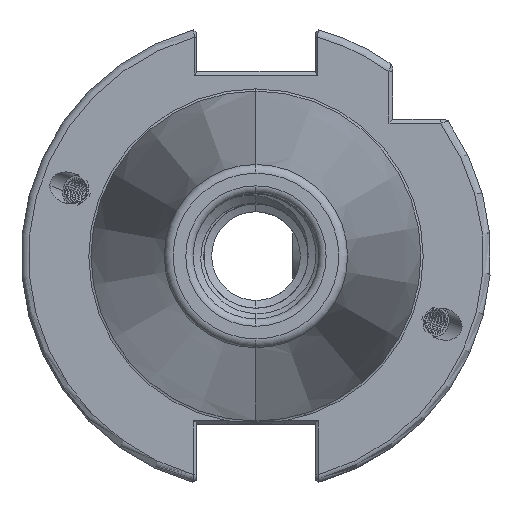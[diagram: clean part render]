
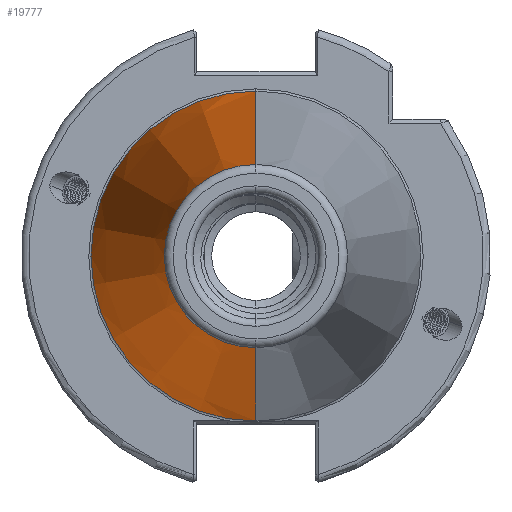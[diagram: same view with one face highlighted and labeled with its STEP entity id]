
A CAD part, left-side view. The second image highlights one B-rep face of the part: STEP entity #19777.
In plain terms, the highlighted conical face has half-angle 8.297 degrees and reference radius 22.692 mm.
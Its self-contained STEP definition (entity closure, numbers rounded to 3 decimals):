
#77 = CARTESIAN_POINT ( 'NONE',  ( -2.5, 0., 22.327 ) ) ;
#90 = CARTESIAN_POINT ( 'NONE',  ( -2.5, 0., -22.327 ) ) ;
#97 = CARTESIAN_POINT ( 'NONE',  ( -70.573, 0., 12.4 ) ) ;
#104 = CARTESIAN_POINT ( 'NONE',  ( -70.573, 0., -12.4 ) ) ;
#1177 = LINE ( 'NONE', #15015, #1178 ) ;
#1178 = VECTOR ( 'NONE', #15010, 1000. ) ;
#1186 = LINE ( 'NONE', #14021, #1188 ) ;
#1188 = VECTOR ( 'NONE', #13989, 1000. ) ;
#3799 = AXIS2_PLACEMENT_3D ( 'NONE', #4128, #4112, #4098 ) ;
#4098 = DIRECTION ( 'NONE',  ( 0., 0., -1. ) ) ;
#4112 = DIRECTION ( 'NONE',  ( 1., 0., 0. ) ) ;
#4128 = CARTESIAN_POINT ( 'NONE',  ( 0., 0., 0. ) ) ;
#5739 = EDGE_LOOP ( 'NONE', ( #23145, #23115, #23056, #23129 ) ) ;
#6217 = CONICAL_SURFACE ( 'NONE', #3799, 22.692, 0.145 ) ;
#6235 = FACE_OUTER_BOUND ( 'NONE', #5739, .T. ) ;
#8883 = AXIS2_PLACEMENT_3D ( 'NONE', #14136, #14153, #14155 ) ;
#8884 = AXIS2_PLACEMENT_3D ( 'NONE', #14129, #14139, #14150 ) ;
#13989 = DIRECTION ( 'NONE',  ( 0.99, 0., -0.144 ) ) ;
#14021 = CARTESIAN_POINT ( 'NONE',  ( 0., 0., -22.692 ) ) ;
#14129 = CARTESIAN_POINT ( 'NONE',  ( -70.573, 0., 0. ) ) ;
#14136 = CARTESIAN_POINT ( 'NONE',  ( -2.5, 0., 0. ) ) ;
#14139 = DIRECTION ( 'NONE',  ( 1., 0., 0. ) ) ;
#14150 = DIRECTION ( 'NONE',  ( 0., 0., 1. ) ) ;
#14153 = DIRECTION ( 'NONE',  ( 1., 0., 0. ) ) ;
#14155 = DIRECTION ( 'NONE',  ( 0., 0., -1. ) ) ;
#15010 = DIRECTION ( 'NONE',  ( 0.99, 0., 0.144 ) ) ;
#15015 = CARTESIAN_POINT ( 'NONE',  ( 0., 0., 22.692 ) ) ;
#19144 = EDGE_CURVE ( 'NONE', #22289, #22300, #1177, .T. ) ;
#19154 = EDGE_CURVE ( 'NONE', #22277, #22273, #1186, .T. ) ;
#19197 = EDGE_CURVE ( 'NONE', #22273, #22300, #25629, .T. ) ;
#19201 = EDGE_CURVE ( 'NONE', #22277, #22289, #25628, .T. ) ;
#19777 = ADVANCED_FACE ( 'NONE', ( #6235 ), #6217, .T. ) ;
#22273 = VERTEX_POINT ( 'NONE', #90 ) ;
#22277 = VERTEX_POINT ( 'NONE', #104 ) ;
#22289 = VERTEX_POINT ( 'NONE', #97 ) ;
#22300 = VERTEX_POINT ( 'NONE', #77 ) ;
#23056 = ORIENTED_EDGE ( 'NONE', *, *, #19197, .F. ) ;
#23115 = ORIENTED_EDGE ( 'NONE', *, *, #19144, .T. ) ;
#23129 = ORIENTED_EDGE ( 'NONE', *, *, #19154, .F. ) ;
#23145 = ORIENTED_EDGE ( 'NONE', *, *, #19201, .T. ) ;
#25628 = CIRCLE ( 'NONE', #8884, 12.4 ) ;
#25629 = CIRCLE ( 'NONE', #8883, 22.327 ) ;
